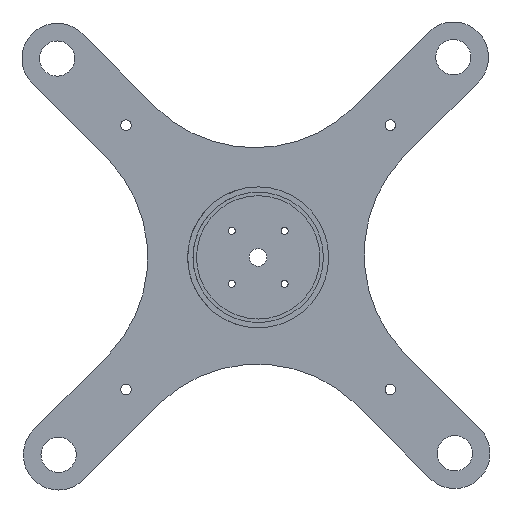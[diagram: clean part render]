
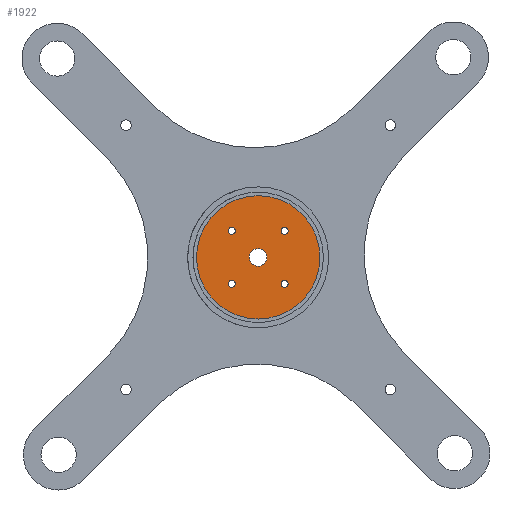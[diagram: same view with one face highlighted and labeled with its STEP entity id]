
A CAD part, front view. The second image highlights one B-rep face of the part: STEP entity #1922.
In plain terms, the highlighted planar face has unit normal (0, -1, 0).
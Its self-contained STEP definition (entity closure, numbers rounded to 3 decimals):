
#3 = CIRCLE ( 'NONE', #1429, 1. ) ;
#14 = CARTESIAN_POINT ( 'NONE',  ( 7.5, -22., 7.5 ) ) ;
#17 = CARTESIAN_POINT ( 'NONE',  ( -7.5, -22., -8.5 ) ) ;
#53 = CIRCLE ( 'NONE', #922, 1. ) ;
#59 = DIRECTION ( 'NONE',  ( 0., 0., 1. ) ) ;
#67 = DIRECTION ( 'NONE',  ( 0., 1., 0. ) ) ;
#75 = CARTESIAN_POINT ( 'NONE',  ( -7.5, -22., -7.5 ) ) ;
#102 = VERTEX_POINT ( 'NONE', #1427 ) ;
#131 = VERTEX_POINT ( 'NONE', #595 ) ;
#161 = DIRECTION ( 'NONE',  ( 0., 0., 1. ) ) ;
#170 = VERTEX_POINT ( 'NONE', #1268 ) ;
#212 = DIRECTION ( 'NONE',  ( 0., 1., 0. ) ) ;
#230 = CARTESIAN_POINT ( 'NONE',  ( -7.5, -22., -6.5 ) ) ;
#237 = DIRECTION ( 'NONE',  ( 0., 0., 1. ) ) ;
#292 = CIRCLE ( 'NONE', #1531, 1. ) ;
#336 = AXIS2_PLACEMENT_3D ( 'NONE', #480, #2133, #689 ) ;
#388 = CARTESIAN_POINT ( 'NONE',  ( 0., -22., 0. ) ) ;
#393 = CARTESIAN_POINT ( 'NONE',  ( 0., -22., 0. ) ) ;
#422 = DIRECTION ( 'NONE',  ( 0., 0., -1. ) ) ;
#464 = DIRECTION ( 'NONE',  ( 0., 0., 1. ) ) ;
#480 = CARTESIAN_POINT ( 'NONE',  ( 0., -22., 0. ) ) ;
#500 = AXIS2_PLACEMENT_3D ( 'NONE', #393, #2494, #2260 ) ;
#509 = DIRECTION ( 'NONE',  ( 0., 1., 0. ) ) ;
#517 = DIRECTION ( 'NONE',  ( 0., 0., 1. ) ) ;
#539 = EDGE_CURVE ( 'NONE', #1872, #2404, #2150, .T. ) ;
#546 = CARTESIAN_POINT ( 'NONE',  ( 0., -22., -2.5 ) ) ;
#553 = ORIENTED_EDGE ( 'NONE', *, *, #2121, .T. ) ;
#588 = PLANE ( 'NONE',  #1565 ) ;
#595 = CARTESIAN_POINT ( 'NONE',  ( 7.5, -22., 8.5 ) ) ;
#659 = AXIS2_PLACEMENT_3D ( 'NONE', #2651, #1256, #2488 ) ;
#663 = FACE_OUTER_BOUND ( 'NONE', #1855, .T. ) ;
#689 = DIRECTION ( 'NONE',  ( 0., 0., 1. ) ) ;
#727 = FACE_BOUND ( 'NONE', #837, .T. ) ;
#792 = CARTESIAN_POINT ( 'NONE',  ( 7.5, -22., 6.5 ) ) ;
#828 = ORIENTED_EDGE ( 'NONE', *, *, #2481, .T. ) ;
#833 = CIRCLE ( 'NONE', #973, 1. ) ;
#837 = EDGE_LOOP ( 'NONE', ( #2685, #2357 ) ) ;
#853 = EDGE_CURVE ( 'NONE', #1902, #2531, #53, .T. ) ;
#876 = CIRCLE ( 'NONE', #1546, 1. ) ;
#881 = ORIENTED_EDGE ( 'NONE', *, *, #1549, .T. ) ;
#891 = ORIENTED_EDGE ( 'NONE', *, *, #2608, .T. ) ;
#922 = AXIS2_PLACEMENT_3D ( 'NONE', #2541, #1536, #59 ) ;
#933 = DIRECTION ( 'NONE',  ( 0., 0., -1. ) ) ;
#973 = AXIS2_PLACEMENT_3D ( 'NONE', #1614, #1623, #161 ) ;
#1016 = EDGE_CURVE ( 'NONE', #1163, #2479, #833, .T. ) ;
#1028 = CIRCLE ( 'NONE', #659, 1. ) ;
#1036 = CARTESIAN_POINT ( 'NONE',  ( 0., -22., 0. ) ) ;
#1069 = DIRECTION ( 'NONE',  ( 0., -1., 0. ) ) ;
#1101 = AXIS2_PLACEMENT_3D ( 'NONE', #1036, #1069, #422 ) ;
#1122 = CARTESIAN_POINT ( 'NONE',  ( -7.5, -22., -7.5 ) ) ;
#1135 = EDGE_LOOP ( 'NONE', ( #828, #2233 ) ) ;
#1163 = VERTEX_POINT ( 'NONE', #1637 ) ;
#1242 = ORIENTED_EDGE ( 'NONE', *, *, #1016, .T. ) ;
#1256 = DIRECTION ( 'NONE',  ( 0., 1., 0. ) ) ;
#1268 = CARTESIAN_POINT ( 'NONE',  ( 0., -22., 17.5 ) ) ;
#1307 = ORIENTED_EDGE ( 'NONE', *, *, #1459, .T. ) ;
#1323 = ORIENTED_EDGE ( 'NONE', *, *, #2090, .T. ) ;
#1349 = FACE_BOUND ( 'NONE', #2265, .T. ) ;
#1377 = CARTESIAN_POINT ( 'NONE',  ( -7.5, -22., 6.5 ) ) ;
#1391 = VERTEX_POINT ( 'NONE', #230 ) ;
#1405 = CIRCLE ( 'NONE', #1648, 1. ) ;
#1411 = CIRCLE ( 'NONE', #1734, 17.5 ) ;
#1417 = DIRECTION ( 'NONE',  ( 0., 0., -1. ) ) ;
#1427 = CARTESIAN_POINT ( 'NONE',  ( 0., -22., -17.5 ) ) ;
#1429 = AXIS2_PLACEMENT_3D ( 'NONE', #1690, #212, #464 ) ;
#1446 = AXIS2_PLACEMENT_3D ( 'NONE', #1122, #509, #517 ) ;
#1447 = FACE_BOUND ( 'NONE', #1135, .T. ) ;
#1456 = CARTESIAN_POINT ( 'NONE',  ( 0., -22., 2.5 ) ) ;
#1459 = EDGE_CURVE ( 'NONE', #1639, #1391, #2575, .T. ) ;
#1531 = AXIS2_PLACEMENT_3D ( 'NONE', #2379, #67, #2022 ) ;
#1536 = DIRECTION ( 'NONE',  ( 0., 1., 0. ) ) ;
#1546 = AXIS2_PLACEMENT_3D ( 'NONE', #14, #2127, #237 ) ;
#1549 = EDGE_CURVE ( 'NONE', #170, #102, #1411, .T. ) ;
#1565 = AXIS2_PLACEMENT_3D ( 'NONE', #388, #2682, #1417 ) ;
#1614 = CARTESIAN_POINT ( 'NONE',  ( -7.5, -22., 7.5 ) ) ;
#1623 = DIRECTION ( 'NONE',  ( 0., 1., 0. ) ) ;
#1637 = CARTESIAN_POINT ( 'NONE',  ( -7.5, -22., 8.5 ) ) ;
#1639 = VERTEX_POINT ( 'NONE', #17 ) ;
#1648 = AXIS2_PLACEMENT_3D ( 'NONE', #75, #2598, #1791 ) ;
#1684 = EDGE_LOOP ( 'NONE', ( #553, #1307 ) ) ;
#1689 = CARTESIAN_POINT ( 'NONE',  ( 7.5, -22., -6.5 ) ) ;
#1690 = CARTESIAN_POINT ( 'NONE',  ( -7.5, -22., 7.5 ) ) ;
#1734 = AXIS2_PLACEMENT_3D ( 'NONE', #2578, #2174, #933 ) ;
#1755 = ORIENTED_EDGE ( 'NONE', *, *, #2502, .T. ) ;
#1764 = ORIENTED_EDGE ( 'NONE', *, *, #2669, .T. ) ;
#1791 = DIRECTION ( 'NONE',  ( 0., 0., 1. ) ) ;
#1842 = FACE_BOUND ( 'NONE', #1684, .T. ) ;
#1855 = EDGE_LOOP ( 'NONE', ( #881, #891 ) ) ;
#1872 = VERTEX_POINT ( 'NONE', #546 ) ;
#1902 = VERTEX_POINT ( 'NONE', #2671 ) ;
#1914 = VERTEX_POINT ( 'NONE', #792 ) ;
#1922 = ADVANCED_FACE ( 'NONE', ( #1349, #2386, #1447, #1842, #727, #663 ), #588, .T. ) ;
#2022 = DIRECTION ( 'NONE',  ( 0., 0., 1. ) ) ;
#2029 = EDGE_CURVE ( 'NONE', #2404, #1872, #2203, .T. ) ;
#2090 = EDGE_CURVE ( 'NONE', #1914, #131, #1028, .T. ) ;
#2121 = EDGE_CURVE ( 'NONE', #1391, #1639, #1405, .T. ) ;
#2127 = DIRECTION ( 'NONE',  ( 0., 1., 0. ) ) ;
#2133 = DIRECTION ( 'NONE',  ( 0., 1., 0. ) ) ;
#2147 = CIRCLE ( 'NONE', #1101, 17.5 ) ;
#2150 = CIRCLE ( 'NONE', #500, 2.5 ) ;
#2174 = DIRECTION ( 'NONE',  ( 0., -1., 0. ) ) ;
#2203 = CIRCLE ( 'NONE', #336, 2.5 ) ;
#2233 = ORIENTED_EDGE ( 'NONE', *, *, #853, .T. ) ;
#2260 = DIRECTION ( 'NONE',  ( 0., 0., 1. ) ) ;
#2265 = EDGE_LOOP ( 'NONE', ( #1242, #1755 ) ) ;
#2357 = ORIENTED_EDGE ( 'NONE', *, *, #539, .T. ) ;
#2379 = CARTESIAN_POINT ( 'NONE',  ( 7.5, -22., -7.5 ) ) ;
#2386 = FACE_BOUND ( 'NONE', #2676, .T. ) ;
#2404 = VERTEX_POINT ( 'NONE', #1456 ) ;
#2479 = VERTEX_POINT ( 'NONE', #1377 ) ;
#2481 = EDGE_CURVE ( 'NONE', #2531, #1902, #292, .T. ) ;
#2488 = DIRECTION ( 'NONE',  ( 0., 0., 1. ) ) ;
#2494 = DIRECTION ( 'NONE',  ( 0., 1., 0. ) ) ;
#2502 = EDGE_CURVE ( 'NONE', #2479, #1163, #3, .T. ) ;
#2531 = VERTEX_POINT ( 'NONE', #1689 ) ;
#2541 = CARTESIAN_POINT ( 'NONE',  ( 7.5, -22., -7.5 ) ) ;
#2575 = CIRCLE ( 'NONE', #1446, 1. ) ;
#2578 = CARTESIAN_POINT ( 'NONE',  ( 0., -22., 0. ) ) ;
#2598 = DIRECTION ( 'NONE',  ( 0., 1., 0. ) ) ;
#2608 = EDGE_CURVE ( 'NONE', #102, #170, #2147, .T. ) ;
#2651 = CARTESIAN_POINT ( 'NONE',  ( 7.5, -22., 7.5 ) ) ;
#2669 = EDGE_CURVE ( 'NONE', #131, #1914, #876, .T. ) ;
#2671 = CARTESIAN_POINT ( 'NONE',  ( 7.5, -22., -8.5 ) ) ;
#2676 = EDGE_LOOP ( 'NONE', ( #1764, #1323 ) ) ;
#2682 = DIRECTION ( 'NONE',  ( 0., -1., 0. ) ) ;
#2685 = ORIENTED_EDGE ( 'NONE', *, *, #2029, .T. ) ;
